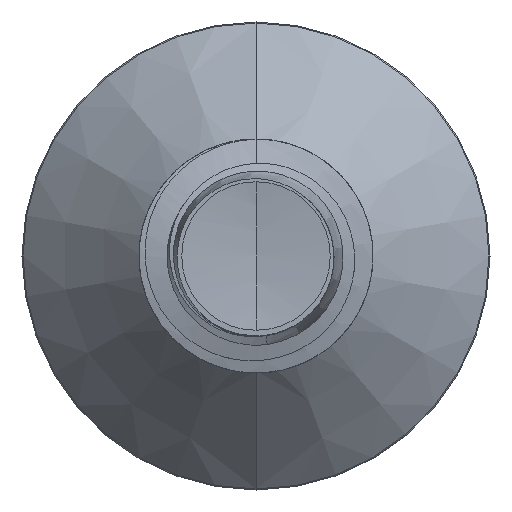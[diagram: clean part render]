
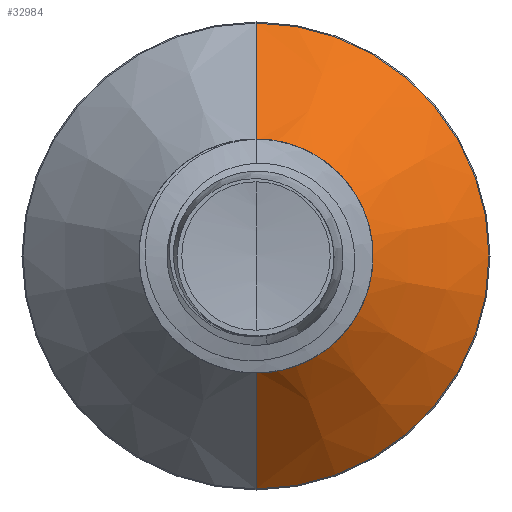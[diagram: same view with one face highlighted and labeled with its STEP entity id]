
A CAD part, front view. The second image highlights one B-rep face of the part: STEP entity #32984.
In plain terms, the highlighted conical face has half-angle 45 degrees and reference radius 1.08 mm.
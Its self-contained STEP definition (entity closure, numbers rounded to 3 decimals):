
#705 = DIRECTION ( 'NONE',  ( 0., 0., 1. ) ) ;
#1201 = VERTEX_POINT ( 'NONE', #10922 ) ;
#2735 = CARTESIAN_POINT ( 'NONE',  ( 0., 9.53, -1.08 ) ) ;
#3576 = DIRECTION ( 'NONE',  ( 0., 0., 1. ) ) ;
#5651 = EDGE_LOOP ( 'NONE', ( #33516, #13322, #32653, #26030 ) ) ;
#6486 = CARTESIAN_POINT ( 'NONE',  ( 0., 9.53, 0. ) ) ;
#6806 = VECTOR ( 'NONE', #17272, 1000. ) ;
#8484 = LINE ( 'NONE', #14764, #6806 ) ;
#10922 = CARTESIAN_POINT ( 'NONE',  ( 0., 10.64, -2.19 ) ) ;
#12625 = LINE ( 'NONE', #33391, #31186 ) ;
#12748 = VERTEX_POINT ( 'NONE', #2735 ) ;
#12986 = VERTEX_POINT ( 'NONE', #29259 ) ;
#13322 = ORIENTED_EDGE ( 'NONE', *, *, #33310, .T. ) ;
#14764 = CARTESIAN_POINT ( 'NONE',  ( 0., 9.53, -1.08 ) ) ;
#15122 = CIRCLE ( 'NONE', #33993, 1.08 ) ;
#15956 = EDGE_CURVE ( 'NONE', #26003, #1201, #29723, .T. ) ;
#16175 = DIRECTION ( 'NONE',  ( 0., 1., 0. ) ) ;
#16890 = DIRECTION ( 'NONE',  ( 0., 1., 0. ) ) ;
#17272 = DIRECTION ( 'NONE',  ( 0., 0.707, -0.707 ) ) ;
#17413 = EDGE_CURVE ( 'NONE', #12986, #12748, #15122, .T. ) ;
#18251 = AXIS2_PLACEMENT_3D ( 'NONE', #6486, #29434, #3576 ) ;
#20590 = CONICAL_SURFACE ( 'NONE', #18251, 1.08, 0.785 ) ;
#21032 = AXIS2_PLACEMENT_3D ( 'NONE', #31251, #16175, #33935 ) ;
#26003 = VERTEX_POINT ( 'NONE', #26433 ) ;
#26030 = ORIENTED_EDGE ( 'NONE', *, *, #32219, .F. ) ;
#26433 = CARTESIAN_POINT ( 'NONE',  ( 0., 10.64, 2.19 ) ) ;
#28090 = FACE_OUTER_BOUND ( 'NONE', #5651, .T. ) ;
#29259 = CARTESIAN_POINT ( 'NONE',  ( 0., 9.53, 1.08 ) ) ;
#29434 = DIRECTION ( 'NONE',  ( 0., 1., 0. ) ) ;
#29723 = CIRCLE ( 'NONE', #21032, 2.19 ) ;
#30667 = DIRECTION ( 'NONE',  ( 0., 0.707, 0.707 ) ) ;
#31186 = VECTOR ( 'NONE', #30667, 1000. ) ;
#31251 = CARTESIAN_POINT ( 'NONE',  ( 0., 10.64, 0. ) ) ;
#32004 = CARTESIAN_POINT ( 'NONE',  ( 0., 9.53, 0. ) ) ;
#32219 = EDGE_CURVE ( 'NONE', #12986, #26003, #12625, .T. ) ;
#32653 = ORIENTED_EDGE ( 'NONE', *, *, #15956, .F. ) ;
#32984 = ADVANCED_FACE ( 'NONE', ( #28090 ), #20590, .T. ) ;
#33310 = EDGE_CURVE ( 'NONE', #12748, #1201, #8484, .T. ) ;
#33391 = CARTESIAN_POINT ( 'NONE',  ( 0., 9.53, 1.08 ) ) ;
#33516 = ORIENTED_EDGE ( 'NONE', *, *, #17413, .T. ) ;
#33935 = DIRECTION ( 'NONE',  ( 0., 0., 1. ) ) ;
#33993 = AXIS2_PLACEMENT_3D ( 'NONE', #32004, #16890, #705 ) ;
